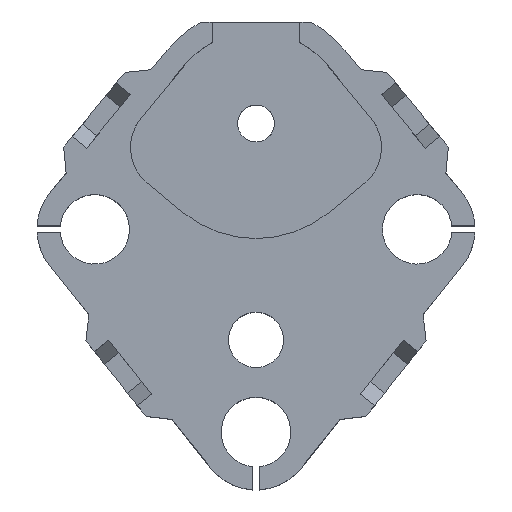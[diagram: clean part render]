
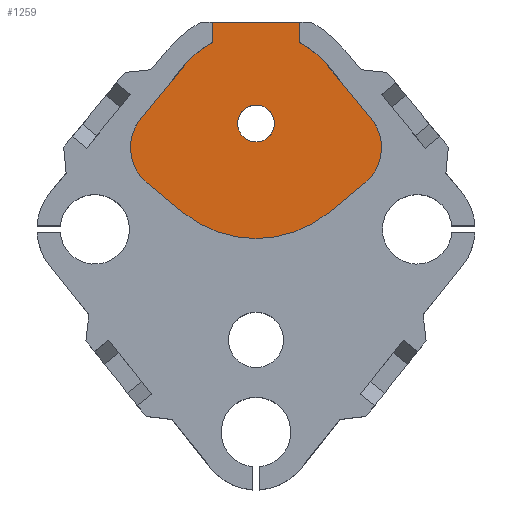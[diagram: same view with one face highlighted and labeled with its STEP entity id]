
A CAD part, top view. The second image highlights one B-rep face of the part: STEP entity #1259.
In plain terms, the highlighted planar face has unit normal (0, 0, 1).
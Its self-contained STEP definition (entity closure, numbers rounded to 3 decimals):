
#26 = VERTEX_POINT ( 'NONE', #4344 ) ;
#37 = CARTESIAN_POINT ( 'NONE',  ( 38.507, 31.625, 5. ) ) ;
#58 = VERTEX_POINT ( 'NONE', #4002 ) ;
#74 = DIRECTION ( 'NONE',  ( -0.635, -0.773, 0. ) ) ;
#179 = ORIENTED_EDGE ( 'NONE', *, *, #1486, .T. ) ;
#186 = DIRECTION ( 'NONE',  ( -1., 0., 0. ) ) ;
#205 = AXIS2_PLACEMENT_3D ( 'NONE', #3433, #919, #222 ) ;
#221 = VERTEX_POINT ( 'NONE', #3168 ) ;
#222 = DIRECTION ( 'NONE',  ( 1., 0., 0. ) ) ;
#234 = AXIS2_PLACEMENT_3D ( 'NONE', #2290, #3701, #1274 ) ;
#240 = EDGE_CURVE ( 'NONE', #1186, #2354, #967, .T. ) ;
#245 = ORIENTED_EDGE ( 'NONE', *, *, #4116, .T. ) ;
#272 = VECTOR ( 'NONE', #3192, 1000. ) ;
#274 = CARTESIAN_POINT ( 'NONE',  ( 24.976, 48.102, 5. ) ) ;
#327 = VERTEX_POINT ( 'NONE', #3191 ) ;
#351 = VECTOR ( 'NONE', #74, 1000. ) ;
#357 = VERTEX_POINT ( 'NONE', #1773 ) ;
#403 = EDGE_CURVE ( 'NONE', #1074, #327, #3997, .T. ) ;
#551 = ORIENTED_EDGE ( 'NONE', *, *, #627, .T. ) ;
#560 = AXIS2_PLACEMENT_3D ( 'NONE', #611, #2410, #982 ) ;
#611 = CARTESIAN_POINT ( 'NONE',  ( 0., 47., 5. ) ) ;
#627 = EDGE_CURVE ( 'NONE', #1355, #2354, #4063, .T. ) ;
#653 = DIRECTION ( 'NONE',  ( 1., 0., 0. ) ) ;
#663 = EDGE_CURVE ( 'NONE', #357, #26, #2860, .T. ) ;
#766 = EDGE_CURVE ( 'NONE', #58, #1199, #4182, .T. ) ;
#767 = LINE ( 'NONE', #1772, #351 ) ;
#838 = ORIENTED_EDGE ( 'NONE', *, *, #3475, .T. ) ;
#910 = DIRECTION ( 'NONE',  ( 0., 1., 0. ) ) ;
#919 = DIRECTION ( 'NONE',  ( 0., 0., 1. ) ) ;
#967 = LINE ( 'NONE', #4200, #3836 ) ;
#982 = DIRECTION ( 'NONE',  ( 1., 0., 0. ) ) ;
#1006 = DIRECTION ( 'NONE',  ( 1., 0., 0. ) ) ;
#1020 = CARTESIAN_POINT ( 'NONE',  ( 0., 47., 5. ) ) ;
#1065 = DIRECTION ( 'NONE',  ( 0., 0., 1. ) ) ;
#1074 = VERTEX_POINT ( 'NONE', #4426 ) ;
#1175 = CIRCLE ( 'NONE', #3776, 10. ) ;
#1186 = VERTEX_POINT ( 'NONE', #4214 ) ;
#1199 = VERTEX_POINT ( 'NONE', #3827 ) ;
#1204 = VERTEX_POINT ( 'NONE', #274 ) ;
#1259 = ADVANCED_FACE ( 'NONE', ( #1997, #1734 ), #3422, .T. ) ;
#1274 = DIRECTION ( 'NONE',  ( 1., 0., 0. ) ) ;
#1355 = VERTEX_POINT ( 'NONE', #2395 ) ;
#1366 = DIRECTION ( 'NONE',  ( 0., 0., 1. ) ) ;
#1375 = AXIS2_PLACEMENT_3D ( 'NONE', #3073, #4468, #2725 ) ;
#1486 = EDGE_CURVE ( 'NONE', #2332, #3029, #4501, .T. ) ;
#1504 = CARTESIAN_POINT ( 'NONE',  ( -9.499, 69., 5. ) ) ;
#1537 = DIRECTION ( 'NONE',  ( 1., 0., 0. ) ) ;
#1568 = EDGE_CURVE ( 'NONE', #1074, #2332, #1827, .T. ) ;
#1685 = AXIS2_PLACEMENT_3D ( 'NONE', #3834, #1065, #653 ) ;
#1734 = FACE_OUTER_BOUND ( 'NONE', #3581, .T. ) ;
#1751 = AXIS2_PLACEMENT_3D ( 'NONE', #2455, #4180, #1006 ) ;
#1772 = CARTESIAN_POINT ( 'NONE',  ( -38.507, 31.625, 5. ) ) ;
#1773 = CARTESIAN_POINT ( 'NONE',  ( 4., 47., 5. ) ) ;
#1814 = CARTESIAN_POINT ( 'NONE',  ( 7.185, 8.749, 5. ) ) ;
#1815 = VECTOR ( 'NONE', #3971, 1000. ) ;
#1827 = CIRCLE ( 'NONE', #1751, 25. ) ;
#1914 = EDGE_CURVE ( 'NONE', #1186, #3001, #3696, .T. ) ;
#1957 = CARTESIAN_POINT ( 'NONE',  ( -15.456, 59.693, 5. ) ) ;
#1997 = FACE_BOUND ( 'NONE', #2011, .T. ) ;
#2011 = EDGE_LOOP ( 'NONE', ( #3132, #3854 ) ) ;
#2163 = CIRCLE ( 'NONE', #234, 4. ) ;
#2168 = EDGE_CURVE ( 'NONE', #26, #357, #2163, .T. ) ;
#2181 = ORIENTED_EDGE ( 'NONE', *, *, #403, .F. ) ;
#2290 = CARTESIAN_POINT ( 'NONE',  ( 0., 47., 5. ) ) ;
#2332 = VERTEX_POINT ( 'NONE', #3250 ) ;
#2354 = VERTEX_POINT ( 'NONE', #1504 ) ;
#2395 = CARTESIAN_POINT ( 'NONE',  ( 9.499, 69., 5. ) ) ;
#2410 = DIRECTION ( 'NONE',  ( 0., 0., 1. ) ) ;
#2438 = CIRCLE ( 'NONE', #205, 10. ) ;
#2455 = CARTESIAN_POINT ( 'NONE',  ( 0., 47., 5. ) ) ;
#2598 = VECTOR ( 'NONE', #910, 1000. ) ;
#2725 = DIRECTION ( 'NONE',  ( 1., 0., 0. ) ) ;
#2791 = EDGE_CURVE ( 'NONE', #3001, #221, #767, .T. ) ;
#2854 = LINE ( 'NONE', #4252, #2598 ) ;
#2860 = CIRCLE ( 'NONE', #3603, 4. ) ;
#2943 = EDGE_CURVE ( 'NONE', #3029, #1204, #1175, .T. ) ;
#3001 = VERTEX_POINT ( 'NONE', #1957 ) ;
#3006 = DIRECTION ( 'NONE',  ( 0., 0., 1. ) ) ;
#3029 = VERTEX_POINT ( 'NONE', #3524 ) ;
#3073 = CARTESIAN_POINT ( 'NONE',  ( 0., 0., 5. ) ) ;
#3086 = ORIENTED_EDGE ( 'NONE', *, *, #2791, .T. ) ;
#3088 = VECTOR ( 'NONE', #186, 1000. ) ;
#3132 = ORIENTED_EDGE ( 'NONE', *, *, #663, .F. ) ;
#3137 = EDGE_CURVE ( 'NONE', #1199, #1355, #2854, .T. ) ;
#3168 = CARTESIAN_POINT ( 'NONE',  ( -24.976, 48.102, 5. ) ) ;
#3191 = CARTESIAN_POINT ( 'NONE',  ( -23.595, 34.027, 5. ) ) ;
#3192 = DIRECTION ( 'NONE',  ( 0.773, 0.635, 0. ) ) ;
#3250 = CARTESIAN_POINT ( 'NONE',  ( 15.867, 27.68, 5. ) ) ;
#3378 = CARTESIAN_POINT ( 'NONE',  ( 0., 69., 5. ) ) ;
#3422 = PLANE ( 'NONE',  #1375 ) ;
#3424 = ORIENTED_EDGE ( 'NONE', *, *, #1568, .T. ) ;
#3433 = CARTESIAN_POINT ( 'NONE',  ( -17.248, 41.755, 5. ) ) ;
#3475 = EDGE_CURVE ( 'NONE', #1204, #58, #4218, .T. ) ;
#3479 = ORIENTED_EDGE ( 'NONE', *, *, #1914, .T. ) ;
#3496 = DIRECTION ( 'NONE',  ( 0., 1., 0. ) ) ;
#3517 = ORIENTED_EDGE ( 'NONE', *, *, #3137, .T. ) ;
#3524 = CARTESIAN_POINT ( 'NONE',  ( 23.595, 34.027, 5. ) ) ;
#3530 = DIRECTION ( 'NONE',  ( -0.635, 0.773, 0. ) ) ;
#3581 = EDGE_LOOP ( 'NONE', ( #179, #3832, #838, #3692, #3517, #551, #3743, #3479, #3086, #245, #2181, #3424 ) ) ;
#3603 = AXIS2_PLACEMENT_3D ( 'NONE', #1020, #1366, #4516 ) ;
#3692 = ORIENTED_EDGE ( 'NONE', *, *, #766, .T. ) ;
#3696 = CIRCLE ( 'NONE', #1685, 20. ) ;
#3701 = DIRECTION ( 'NONE',  ( 0., 0., 1. ) ) ;
#3743 = ORIENTED_EDGE ( 'NONE', *, *, #240, .F. ) ;
#3776 = AXIS2_PLACEMENT_3D ( 'NONE', #4018, #3006, #1537 ) ;
#3827 = CARTESIAN_POINT ( 'NONE',  ( 9.499, 64.6, 5. ) ) ;
#3832 = ORIENTED_EDGE ( 'NONE', *, *, #2943, .T. ) ;
#3834 = CARTESIAN_POINT ( 'NONE',  ( 0., 47., 5. ) ) ;
#3836 = VECTOR ( 'NONE', #3496, 1000. ) ;
#3854 = ORIENTED_EDGE ( 'NONE', *, *, #2168, .F. ) ;
#3971 = DIRECTION ( 'NONE',  ( -0.773, 0.635, 0. ) ) ;
#3997 = LINE ( 'NONE', #1814, #1815 ) ;
#4002 = CARTESIAN_POINT ( 'NONE',  ( 15.456, 59.693, 5. ) ) ;
#4018 = CARTESIAN_POINT ( 'NONE',  ( 17.248, 41.755, 5. ) ) ;
#4063 = LINE ( 'NONE', #3378, #3088 ) ;
#4073 = VECTOR ( 'NONE', #3530, 1000. ) ;
#4116 = EDGE_CURVE ( 'NONE', #221, #327, #2438, .T. ) ;
#4180 = DIRECTION ( 'NONE',  ( 0., 0., 1. ) ) ;
#4182 = CIRCLE ( 'NONE', #560, 20. ) ;
#4200 = CARTESIAN_POINT ( 'NONE',  ( -9.499, 0., 5. ) ) ;
#4214 = CARTESIAN_POINT ( 'NONE',  ( -9.499, 64.6, 5. ) ) ;
#4218 = LINE ( 'NONE', #37, #4073 ) ;
#4252 = CARTESIAN_POINT ( 'NONE',  ( 9.499, 0., 5. ) ) ;
#4344 = CARTESIAN_POINT ( 'NONE',  ( -4., 47., 5. ) ) ;
#4426 = CARTESIAN_POINT ( 'NONE',  ( -15.867, 27.68, 5. ) ) ;
#4468 = DIRECTION ( 'NONE',  ( 0., 0., 1. ) ) ;
#4501 = LINE ( 'NONE', #4590, #272 ) ;
#4516 = DIRECTION ( 'NONE',  ( 1., 0., 0. ) ) ;
#4590 = CARTESIAN_POINT ( 'NONE',  ( -7.185, 8.749, 5. ) ) ;
